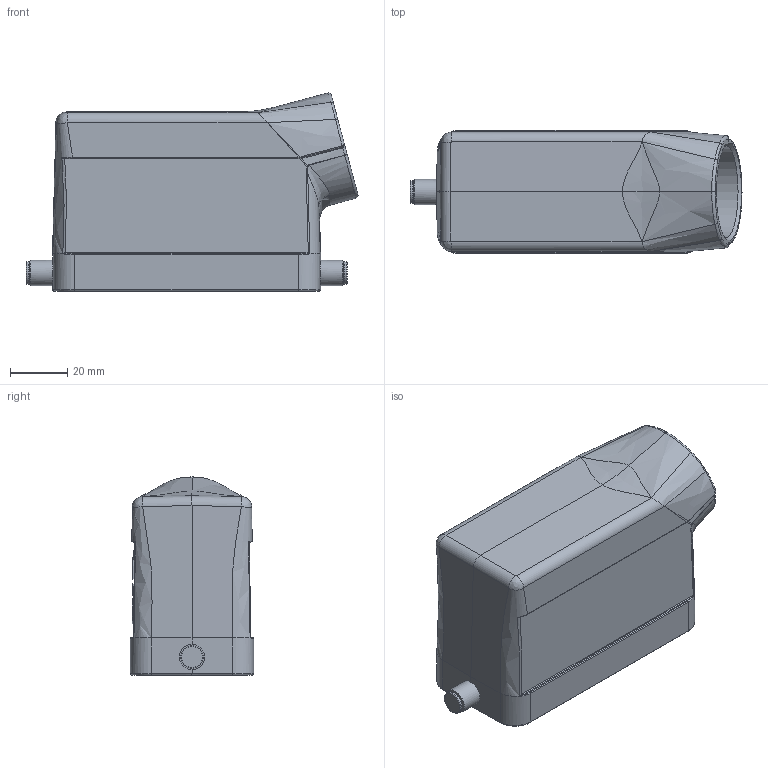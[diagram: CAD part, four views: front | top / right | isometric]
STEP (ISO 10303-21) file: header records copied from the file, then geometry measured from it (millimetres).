
FILE_DESCRIPTION(/* description */ (''),/* implementation_level */ '2;1');
FILE_NAME(/* name */ '100095019ugm000_d.stp',/* time_stamp */ '2017-10-27T12:39:21+02:00',/* author */ (''),/* organization */ (''),/* preprocessor_version */ 'ST-DEVELOPER v16',/* originating_system */ 'SIEMENS PLM Software NX 10.0',/* authorisation */ '');
FILE_SCHEMA (('AUTOMOTIVE_DESIGN { 1 0 10303 214 3 1 1 1 }'));
Length unit declared in the file: millimetre
Products named in the file (1): 100095019ugm000_d
Bounding box: 115.81 x 43 x 69.11 mm (x, y, z)
Volume: 67965.2 mm3; surface area: 39919.7 mm2
Topology: 1 solids, 1 shells, 420 faces, 1556 edges, 1675 vertices
Faces by surface type: plane 149, bspline 138, cylinder 102, cone 17, torus 14
Full cylindrical faces by diameter (mm): 3 x4, 4 x2, 8 x2, 8.8 x2, 28 x1, 32 x1
Entity records: 20976 total; most frequent: CARTESIAN_POINT 8266, ORIENTED_EDGE 1910, DIRECTION 1744, EDGE_CURVE 955, PRESENTATION_STYLE_ASSIGNMENT 660, B_SPLINE_CURVE_WITH_KNOTS 603, VERTEX_POINT 588, LINE 588
